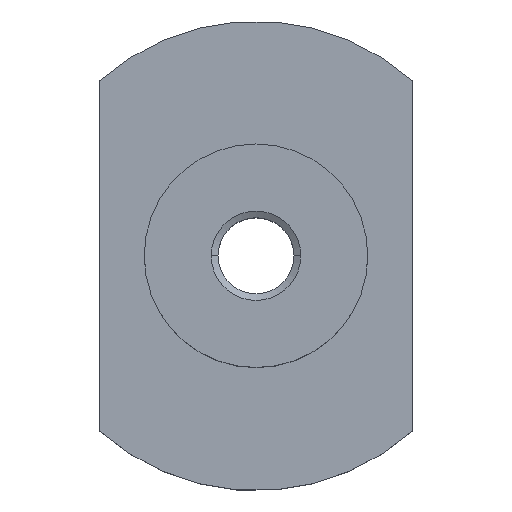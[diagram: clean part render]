
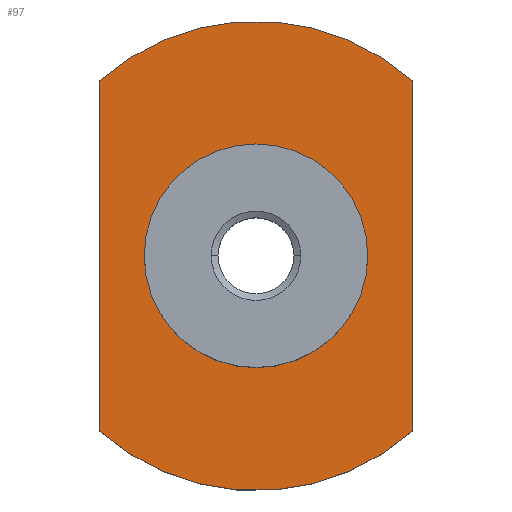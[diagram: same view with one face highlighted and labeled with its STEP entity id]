
A CAD part, top view. The second image highlights one B-rep face of the part: STEP entity #97.
In plain terms, the highlighted planar face has unit normal (0, 0, 1).
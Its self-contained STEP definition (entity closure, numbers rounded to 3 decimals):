
#97=ADVANCED_FACE('',(#259,#260),#261,.T.);
#115=VERTEX_POINT('',#284);
#125=EDGE_CURVE('',#217,#213,#296,.T.);
#127=EDGE_CURVE('',#115,#191,#298,.T.);
#139=EDGE_CURVE('',#217,#173,#311,.T.);
#147=EDGE_CURVE('',#205,#173,#320,.T.);
#173=VERTEX_POINT('',#350);
#191=VERTEX_POINT('',#370);
#197=EDGE_CURVE('',#191,#115,#376,.T.);
#203=EDGE_CURVE('',#205,#213,#382,.T.);
#205=VERTEX_POINT('',#384);
#213=VERTEX_POINT('',#392);
#217=VERTEX_POINT('',#398);
#259=FACE_BOUND('',#431,.T.);
#260=FACE_OUTER_BOUND('',#432,.T.);
#261=PLANE('',#433);
#284=CARTESIAN_POINT('',(-10.0,0.,0.));
#296=CIRCLE('',#474,21.0);
#298=CIRCLE('',#477,10.0);
#311=LINE('',#495,#496);
#320=CIRCLE('',#507,21.0);
#350=CARTESIAN_POINT('',(14.0,15.652,0.));
#370=CARTESIAN_POINT('',(10.,0.,0.));
#376=CIRCLE('',#579,10.0);
#382=LINE('',#586,#587);
#384=CARTESIAN_POINT('',(-14.0,15.652,0.));
#392=CARTESIAN_POINT('',(-14.0,-15.652,0.));
#398=CARTESIAN_POINT('',(14.0,-15.652,0.));
#431=EDGE_LOOP('',(#647,#648));
#432=EDGE_LOOP('',(#649,#650,#651,#652));
#433=AXIS2_PLACEMENT_3D('',#653,#654,#655);
#474=AXIS2_PLACEMENT_3D('',#712,#713,#714);
#477=AXIS2_PLACEMENT_3D('',#715,#716,#717);
#495=CARTESIAN_POINT('',(14.0,-7.826,0.));
#496=VECTOR('',#733,1.0);
#507=AXIS2_PLACEMENT_3D('',#745,#746,#747);
#579=AXIS2_PLACEMENT_3D('',#816,#817,#818);
#586=CARTESIAN_POINT('',(-14.0,7.826,0.));
#587=VECTOR('',#819,1.0);
#647=ORIENTED_EDGE('',*,*,#197,.T.);
#648=ORIENTED_EDGE('',*,*,#127,.T.);
#649=ORIENTED_EDGE('',*,*,#203,.T.);
#650=ORIENTED_EDGE('',*,*,#125,.F.);
#651=ORIENTED_EDGE('',*,*,#139,.T.);
#652=ORIENTED_EDGE('',*,*,#147,.F.);
#653=CARTESIAN_POINT('',(15.5,0.,0.));
#654=DIRECTION('',(0.0,0.0,1.0));
#655=DIRECTION('',(1.0,0.0,0.0));
#712=CARTESIAN_POINT('',(0.,0.,0.));
#713=DIRECTION('',(0.0,0.0,-1.0));
#714=DIRECTION('',(1.0,0.,0.0));
#715=CARTESIAN_POINT('',(0.,0.,0.));
#716=DIRECTION('',(0.0,0.0,-1.0));
#717=DIRECTION('',(1.0,0.,0.0));
#733=DIRECTION('',(0.0,1.0,0.0));
#745=CARTESIAN_POINT('',(0.,0.,0.));
#746=DIRECTION('',(0.0,0.0,-1.0));
#747=DIRECTION('',(1.0,0.,0.0));
#816=CARTESIAN_POINT('',(0.,0.,0.));
#817=DIRECTION('',(0.0,0.0,-1.0));
#818=DIRECTION('',(1.0,0.,0.0));
#819=DIRECTION('',(0.0,-1.0,0.0));
